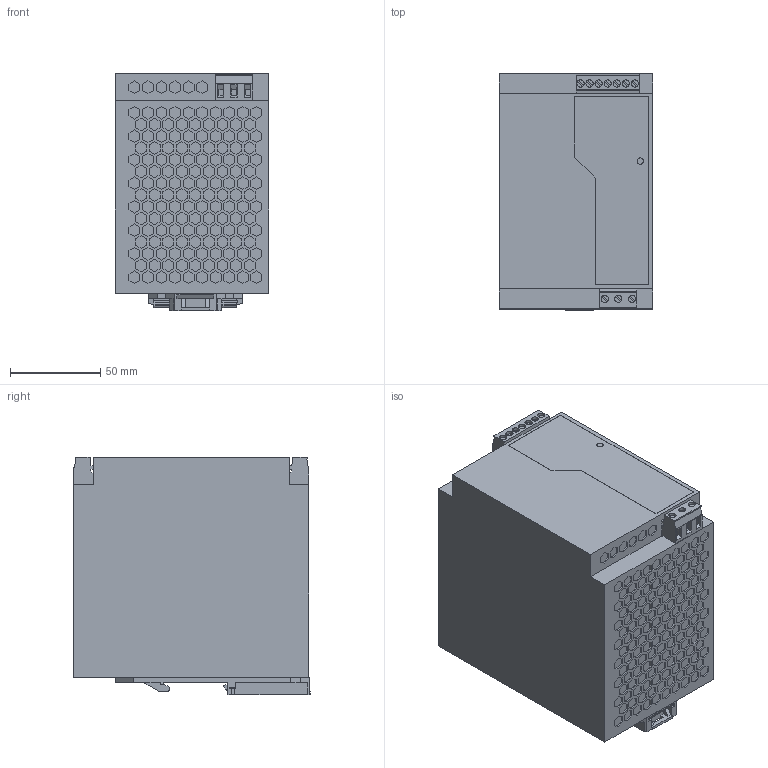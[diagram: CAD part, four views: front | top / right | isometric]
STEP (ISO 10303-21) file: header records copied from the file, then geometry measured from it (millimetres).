
FILE_DESCRIPTION(('Creo Elements/Direct Modeling STEP Export'),'2;1');
FILE_NAME('model.stp','2020-12-02T11:27:38',(''),(''),'Creo Elements/Direct Modeling STEP processor for AP214 (Solid Model)','Creo Elements/Direct Modeling 20.1A 29-Sep-2018 (C) Parametric Technology GmbH','');
FILE_SCHEMA(('AUTOMOTIVE_DESIGN { 1 0 10303 214 1 1 1 1 }'));
Products named in the file (2): QUINT_PS_100_240AC_24DC_10-select
Assembly tree (1 placements, depth 2):
  QUINT_PS_100_240AC_24DC_10-select
    QUINT_PS_100_240AC_24DC_10-select
Bounding box: 85 x 130.8 x 131.15 mm (x, y, z)
Volume: 1338417.5 mm3; surface area: 85159.6 mm2
Topology: 1 solids, 1 shells, 2453 faces, 6347 edges, 4223 vertices
Faces by surface type: plane 2427, cylinder 26
Entity records: 92515 total; most frequent: CARTESIAN_POINT 12936, ORIENTED_EDGE 12694, DIRECTION 11197, EDGE_CURVE 6347, VECTOR 6229, LINE 6229, VERTEX_POINT 4223, EDGE_LOOP 2786
